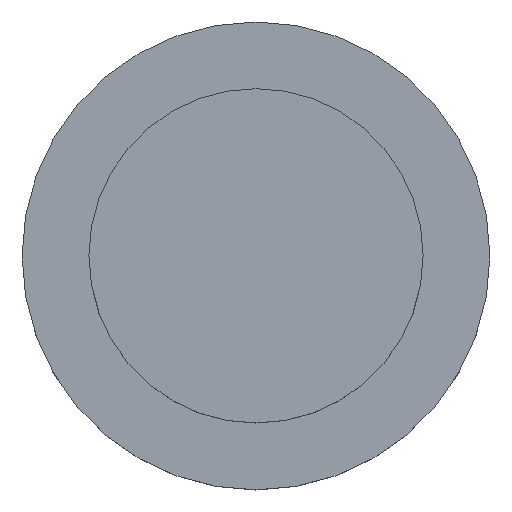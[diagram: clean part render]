
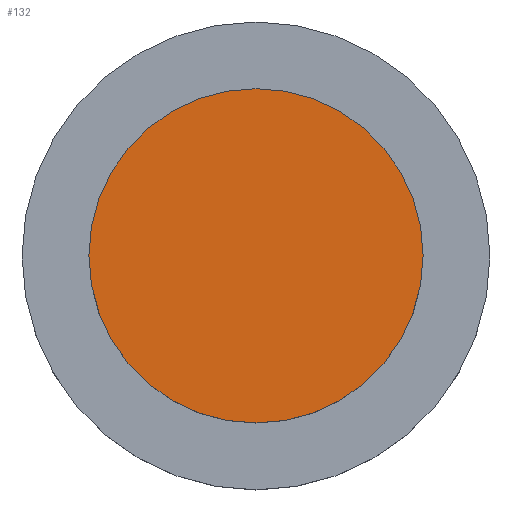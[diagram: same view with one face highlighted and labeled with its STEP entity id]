
A CAD part, top view. The second image highlights one B-rep face of the part: STEP entity #132.
In plain terms, the highlighted planar face has unit normal (0, 0, 1).
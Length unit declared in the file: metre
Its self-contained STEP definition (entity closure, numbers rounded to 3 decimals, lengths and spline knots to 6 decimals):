
#6 = DIRECTION ( 'NONE',  ( 1., 0., 0. ) ) ;
#23 = EDGE_CURVE ( 'NONE', #262, #82, #280, .T. ) ;
#32 = CARTESIAN_POINT ( 'NONE',  ( 0., 0., 0.14 ) ) ;
#54 = AXIS2_PLACEMENT_3D ( 'NONE', #265, #159, #6 ) ;
#62 = ORIENTED_EDGE ( 'NONE', *, *, #23, .T. ) ;
#82 = VERTEX_POINT ( 'NONE', #268 ) ;
#84 = CIRCLE ( 'NONE', #176, 0.05 ) ;
#90 = EDGE_LOOP ( 'NONE', ( #62, #257 ) ) ;
#98 = DIRECTION ( 'NONE',  ( 1., 0., 0. ) ) ;
#117 = PLANE ( 'NONE',  #229 ) ;
#121 = CARTESIAN_POINT ( 'NONE',  ( -0.05, 0., 0.14 ) ) ;
#132 = ADVANCED_FACE ( 'NONE', ( #196 ), #117, .T. ) ;
#159 = DIRECTION ( 'NONE',  ( 0., 0., 1. ) ) ;
#162 = EDGE_CURVE ( 'NONE', #82, #262, #84, .T. ) ;
#176 = AXIS2_PLACEMENT_3D ( 'NONE', #32, #269, #98 ) ;
#188 = CARTESIAN_POINT ( 'NONE',  ( 0., 0., 0.14 ) ) ;
#192 = DIRECTION ( 'NONE',  ( 0., 0., 1. ) ) ;
#196 = FACE_OUTER_BOUND ( 'NONE', #90, .T. ) ;
#214 = DIRECTION ( 'NONE',  ( 1., 0., 0. ) ) ;
#229 = AXIS2_PLACEMENT_3D ( 'NONE', #188, #192, #214 ) ;
#257 = ORIENTED_EDGE ( 'NONE', *, *, #162, .T. ) ;
#262 = VERTEX_POINT ( 'NONE', #121 ) ;
#265 = CARTESIAN_POINT ( 'NONE',  ( 0., 0., 0.14 ) ) ;
#268 = CARTESIAN_POINT ( 'NONE',  ( 0.05, 0., 0.14 ) ) ;
#269 = DIRECTION ( 'NONE',  ( 0., 0., 1. ) ) ;
#280 = CIRCLE ( 'NONE', #54, 0.05 ) ;
